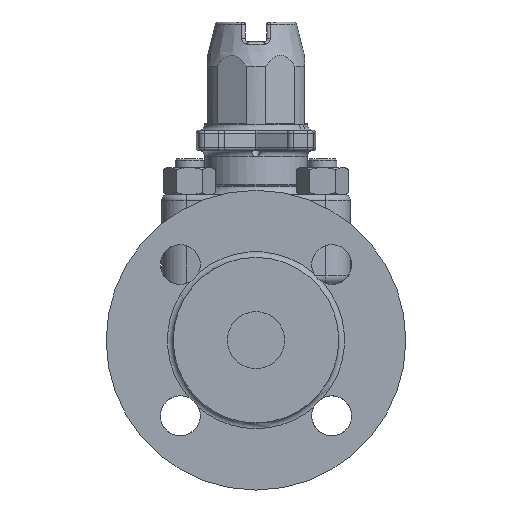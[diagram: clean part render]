
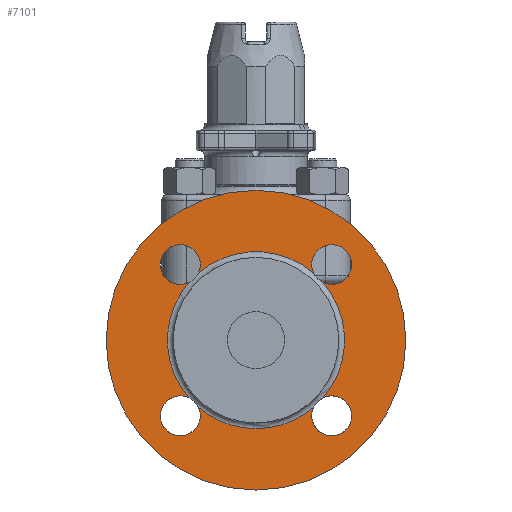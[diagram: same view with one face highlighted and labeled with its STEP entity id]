
A CAD part, left-side view. The second image highlights one B-rep face of the part: STEP entity #7101.
In plain terms, the highlighted planar face has unit normal (-1, 0, 0).
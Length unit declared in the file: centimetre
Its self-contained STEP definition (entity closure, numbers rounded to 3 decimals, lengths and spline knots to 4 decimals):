
#1081=PLANE('',#7889);
#1445=FACE_BOUND('',#2345,.T.);
#1791=FACE_OUTER_BOUND('',#2344,.T.);
#2344=EDGE_LOOP('',(#5881));
#2345=EDGE_LOOP('',(#5882,#5883,#5884,#5885,#5886,#5887,#5888,#5889));
#2844=CIRCLE('',#7852,3.1);
#2845=CIRCLE('',#7853,3.1);
#2846=CIRCLE('',#7854,3.1);
#2847=CIRCLE('',#7855,3.1);
#2860=CIRCLE('',#7872,5.25);
#2865=CIRCLE('',#7882,0.7);
#2866=CIRCLE('',#7884,0.7);
#2867=CIRCLE('',#7886,0.7);
#2868=CIRCLE('',#7888,0.7);
#3336=VERTEX_POINT('',#12491);
#3337=VERTEX_POINT('',#12492);
#3338=VERTEX_POINT('',#12513);
#3339=VERTEX_POINT('',#12515);
#3340=VERTEX_POINT('',#12536);
#3341=VERTEX_POINT('',#12538);
#3342=VERTEX_POINT('',#12559);
#3343=VERTEX_POINT('',#12561);
#3360=VERTEX_POINT('',#12663);
#4218=EDGE_CURVE('',#3336,#3338,#2844,.T.);
#4220=EDGE_CURVE('',#3339,#3340,#2845,.T.);
#4222=EDGE_CURVE('',#3341,#3342,#2846,.T.);
#4224=EDGE_CURVE('',#3343,#3337,#2847,.T.);
#4241=EDGE_CURVE('',#3360,#3360,#2860,.T.);
#4246=EDGE_CURVE('',#3336,#3337,#2865,.T.);
#4247=EDGE_CURVE('',#3339,#3338,#2866,.T.);
#4248=EDGE_CURVE('',#3341,#3340,#2867,.T.);
#4249=EDGE_CURVE('',#3343,#3342,#2868,.T.);
#5881=ORIENTED_EDGE('',*,*,#4241,.F.);
#5882=ORIENTED_EDGE('',*,*,#4224,.F.);
#5883=ORIENTED_EDGE('',*,*,#4249,.T.);
#5884=ORIENTED_EDGE('',*,*,#4222,.F.);
#5885=ORIENTED_EDGE('',*,*,#4248,.T.);
#5886=ORIENTED_EDGE('',*,*,#4220,.F.);
#5887=ORIENTED_EDGE('',*,*,#4247,.T.);
#5888=ORIENTED_EDGE('',*,*,#4218,.F.);
#5889=ORIENTED_EDGE('',*,*,#4246,.T.);
#7101=ADVANCED_FACE('',(#1791,#1445),#1081,.F.);
#7852=AXIS2_PLACEMENT_3D('',#12514,#9520,#9521);
#7853=AXIS2_PLACEMENT_3D('',#12537,#9522,#9523);
#7854=AXIS2_PLACEMENT_3D('',#12560,#9524,#9525);
#7855=AXIS2_PLACEMENT_3D('',#12582,#9526,#9527);
#7872=AXIS2_PLACEMENT_3D('',#12664,#9560,#9561);
#7882=AXIS2_PLACEMENT_3D('',#12678,#9580,#9581);
#7884=AXIS2_PLACEMENT_3D('',#12680,#9584,#9585);
#7886=AXIS2_PLACEMENT_3D('',#12682,#9588,#9589);
#7888=AXIS2_PLACEMENT_3D('',#12684,#9592,#9593);
#7889=AXIS2_PLACEMENT_3D('',#12685,#9594,#9595);
#9520=DIRECTION('center_axis',(-1.,0.,0.));
#9521=DIRECTION('ref_axis',(0.,0.,1.));
#9522=DIRECTION('center_axis',(-1.,0.,0.));
#9523=DIRECTION('ref_axis',(0.,0.,1.));
#9524=DIRECTION('center_axis',(-1.,0.,0.));
#9525=DIRECTION('ref_axis',(0.,0.,1.));
#9526=DIRECTION('center_axis',(-1.,0.,0.));
#9527=DIRECTION('ref_axis',(0.,0.,1.));
#9560=DIRECTION('center_axis',(1.,0.,0.));
#9561=DIRECTION('ref_axis',(0.,0.,1.));
#9580=DIRECTION('center_axis',(1.,0.,0.));
#9581=DIRECTION('ref_axis',(0.,1.,0.));
#9584=DIRECTION('center_axis',(1.,0.,0.));
#9585=DIRECTION('ref_axis',(0.,0.,-1.));
#9588=DIRECTION('center_axis',(1.,0.,0.));
#9589=DIRECTION('ref_axis',(0.,-1.,0.));
#9592=DIRECTION('center_axis',(1.,0.,0.));
#9593=DIRECTION('ref_axis',(0.,0.,1.));
#9594=DIRECTION('center_axis',(1.,0.,0.));
#9595=DIRECTION('ref_axis',(0.,0.,-1.));
#12491=CARTESIAN_POINT('',(-7.7142,1.7172,-2.3526));
#12492=CARTESIAN_POINT('',(-7.7142,2.051,-2.0188));
#12513=CARTESIAN_POINT('',(-7.7142,-2.3204,-2.3526));
#12514=CARTESIAN_POINT('Origin',(-7.7142,-0.3016,0.));
#12515=CARTESIAN_POINT('',(-7.7142,-2.6542,-2.0188));
#12536=CARTESIAN_POINT('',(-7.7142,-2.6542,2.0188));
#12537=CARTESIAN_POINT('Origin',(-7.7142,-0.3016,0.));
#12538=CARTESIAN_POINT('',(-7.7142,-2.3204,2.3526));
#12559=CARTESIAN_POINT('',(-7.7142,1.7172,2.3526));
#12560=CARTESIAN_POINT('Origin',(-7.7142,-0.3016,0.));
#12561=CARTESIAN_POINT('',(-7.7142,2.051,2.0188));
#12582=CARTESIAN_POINT('Origin',(-7.7142,-0.3016,0.));
#12663=CARTESIAN_POINT('',(-7.7142,-0.3016,-5.25));
#12664=CARTESIAN_POINT('Origin',(-7.7142,-0.3016,0.));
#12678=CARTESIAN_POINT('Origin',(-7.7142,2.3501,-2.6517));
#12680=CARTESIAN_POINT('Origin',(-7.7142,-2.9532,-2.6517));
#12682=CARTESIAN_POINT('Origin',(-7.7142,-2.9532,2.6517));
#12684=CARTESIAN_POINT('Origin',(-7.7142,2.3501,2.6517));
#12685=CARTESIAN_POINT('Origin',(-7.7142,-0.3016,0.));
